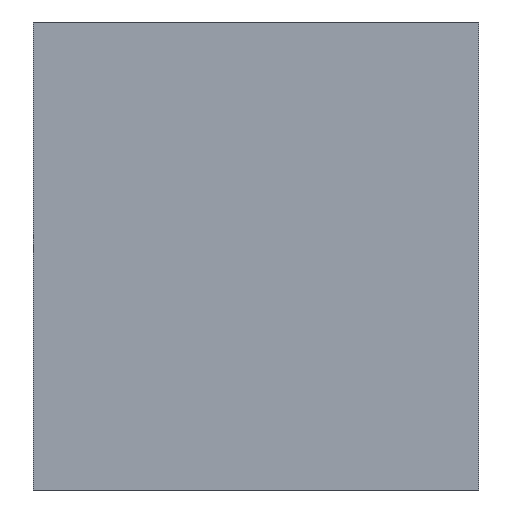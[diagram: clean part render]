
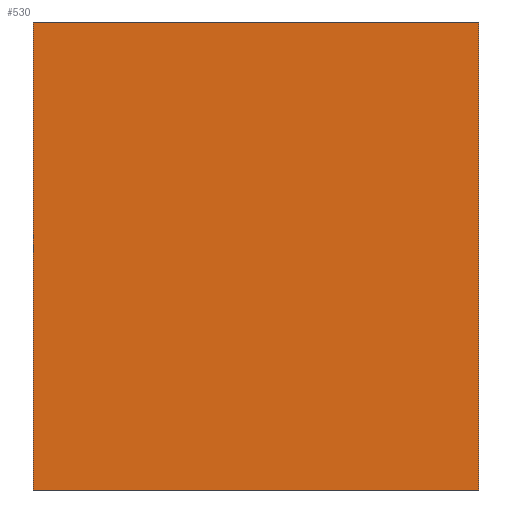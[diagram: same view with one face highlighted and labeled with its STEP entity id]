
A CAD part, front view. The second image highlights one B-rep face of the part: STEP entity #530.
In plain terms, the highlighted planar face has unit normal (0, -1, 0).
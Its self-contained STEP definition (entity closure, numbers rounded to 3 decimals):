
#27 = ORIENTED_EDGE ( 'NONE', *, *, #703, .T. ) ;
#43 = DIRECTION ( 'NONE',  ( 0., 0., 1. ) ) ;
#68 = ORIENTED_EDGE ( 'NONE', *, *, #470, .F. ) ;
#121 = DIRECTION ( 'NONE',  ( 1., 0., 0. ) ) ;
#128 = EDGE_CURVE ( 'NONE', #903, #968, #273, .T. ) ;
#143 = DIRECTION ( 'NONE',  ( 0., 1., 0. ) ) ;
#204 = LINE ( 'NONE', #841, #398 ) ;
#207 = ORIENTED_EDGE ( 'NONE', *, *, #128, .T. ) ;
#246 = AXIS2_PLACEMENT_3D ( 'NONE', #1024, #143, #306 ) ;
#257 = CARTESIAN_POINT ( 'NONE',  ( -5., 0., -5.25 ) ) ;
#273 = LINE ( 'NONE', #930, #701 ) ;
#306 = DIRECTION ( 'NONE',  ( 0., 0., 1. ) ) ;
#311 = EDGE_LOOP ( 'NONE', ( #523, #207, #27, #68 ) ) ;
#319 = CARTESIAN_POINT ( 'NONE',  ( 5., 0., -5.25 ) ) ;
#366 = LINE ( 'NONE', #319, #796 ) ;
#398 = VECTOR ( 'NONE', #43, 1000. ) ;
#399 = DIRECTION ( 'NONE',  ( 0., 0., 1. ) ) ;
#470 = EDGE_CURVE ( 'NONE', #757, #890, #809, .T. ) ;
#523 = ORIENTED_EDGE ( 'NONE', *, *, #654, .F. ) ;
#524 = CARTESIAN_POINT ( 'NONE',  ( -5., 0., 5.25 ) ) ;
#530 = ADVANCED_FACE ( 'NONE', ( #786 ), #866, .F. ) ;
#583 = CARTESIAN_POINT ( 'NONE',  ( 5., 0., -5.25 ) ) ;
#603 = VECTOR ( 'NONE', #121, 1000. ) ;
#654 = EDGE_CURVE ( 'NONE', #903, #757, #204, .T. ) ;
#701 = VECTOR ( 'NONE', #984, 1000. ) ;
#703 = EDGE_CURVE ( 'NONE', #968, #890, #366, .T. ) ;
#757 = VERTEX_POINT ( 'NONE', #774 ) ;
#774 = CARTESIAN_POINT ( 'NONE',  ( -5., 0., 5.25 ) ) ;
#786 = FACE_OUTER_BOUND ( 'NONE', #311, .T. ) ;
#796 = VECTOR ( 'NONE', #399, 1000. ) ;
#801 = CARTESIAN_POINT ( 'NONE',  ( 5., 0., 5.25 ) ) ;
#809 = LINE ( 'NONE', #524, #603 ) ;
#841 = CARTESIAN_POINT ( 'NONE',  ( -5., 0., -5.25 ) ) ;
#866 = PLANE ( 'NONE',  #246 ) ;
#890 = VERTEX_POINT ( 'NONE', #801 ) ;
#903 = VERTEX_POINT ( 'NONE', #257 ) ;
#930 = CARTESIAN_POINT ( 'NONE',  ( -5., 0., -5.25 ) ) ;
#968 = VERTEX_POINT ( 'NONE', #583 ) ;
#984 = DIRECTION ( 'NONE',  ( 1., 0., 0. ) ) ;
#1024 = CARTESIAN_POINT ( 'NONE',  ( 0., 0., 0. ) ) ;
